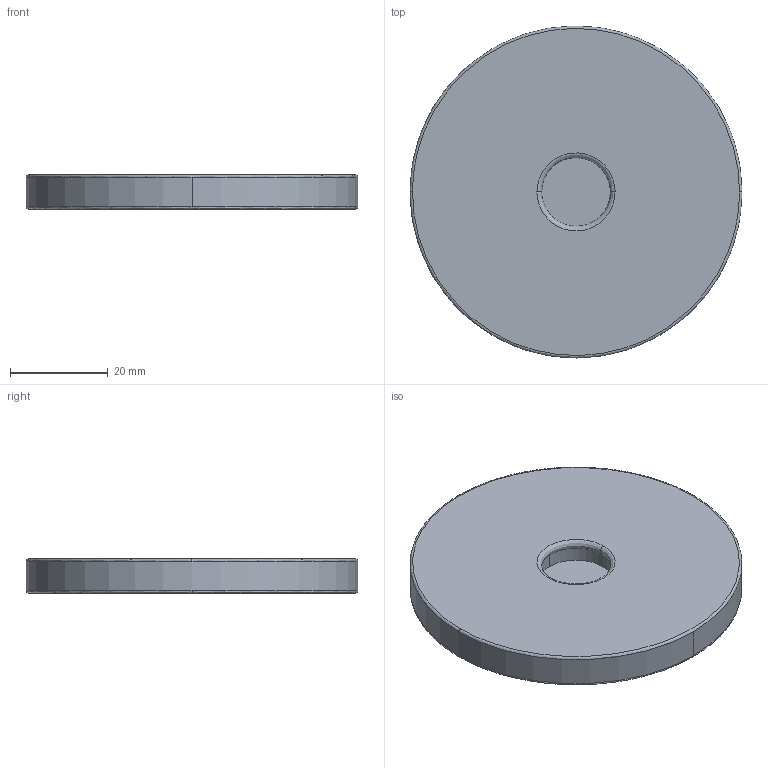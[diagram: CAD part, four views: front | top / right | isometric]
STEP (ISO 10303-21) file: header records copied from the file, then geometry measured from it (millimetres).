
FILE_DESCRIPTION (( 'STEP AP203' ), '1' );
FILE_NAME ('403538559_c_1.STEP', '2022-10-01T15:40:16', ( '' ), ( '' ), 'SwSTEP 2.0', 'SolidWorks 2014', '' );
FILE_SCHEMA (( 'CONFIG_CONTROL_DESIGN' ));
Length unit declared in the file: millimetre
Products named in the file (1): 403538559_c_1
Bounding box: 68 x 68 x 7 mm (x, y, z)
Volume: 24089.4 mm3; surface area: 9009.6 mm2
Topology: 1 solids, 1 shells, 19 faces, 42 edges, 28 vertices
Faces by surface type: cylinder 8, bspline 6, plane 5
Entity records: 1083 total; most frequent: CARTESIAN_POINT 590, DIRECTION 92, ORIENTED_EDGE 84, EDGE_CURVE 42, AXIS2_PLACEMENT_3D 42, CIRCLE 28, VERTEX_POINT 28, EDGE_LOOP 22
